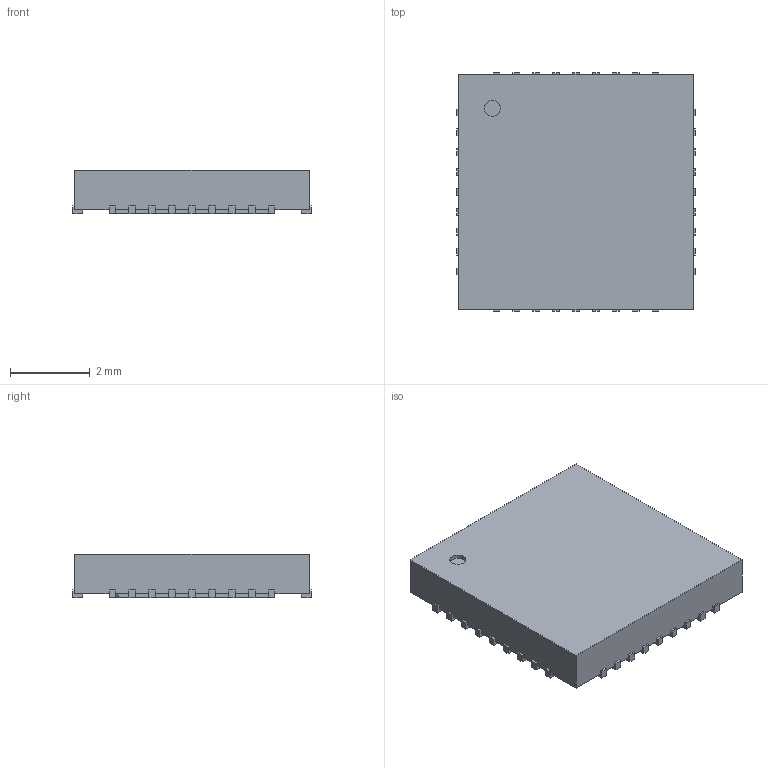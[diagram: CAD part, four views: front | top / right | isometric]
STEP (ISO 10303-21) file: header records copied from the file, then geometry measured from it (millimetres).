
FILE_DESCRIPTION(/* description */ ('model of QFN-36-1EP_6x6mm_P0.5mm_EP4.1x4.1mm'),/* implementation_level */ '2;1');
FILE_NAME(/* name */ 'QFN-36-1EP_6x6mm_P0.5mm_EP4.1x4.1mm.step',/* time_stamp */ '2018-11-02T18:11:24',/* author */ ('kicad StepUp','ksu'),/* organization */ ('FreeCAD'),/* preprocessor_version */ 'OCC',/* originating_system */ 'kicad StepUp',/* authorisation */ '');
FILE_SCHEMA(('AUTOMOTIVE_DESIGN { 1 0 10303 214 1 1 1 1 }'));
Length unit declared in the file: millimetre
Products named in the file (1): QFN_36_1EP_6x6mm_P05mm_EP41x41mm
Bounding box: 6 x 6 x 1.1 mm (x, y, z)
Volume: 36.7 mm3; surface area: 99 mm2
Topology: 1 solids, 1 shells, 230 faces, 678 edges, 452 vertices
Faces by surface type: plane 229, cylinder 1
Full cylindrical faces by diameter (mm): 0.4 x1
Entity records: 5208 total; most frequent: ORIENTED_EDGE 1170, CARTESIAN_POINT 791, EDGE_CURVE 678, LINE 640, VERTEX_POINT 452, AXIS2_PLACEMENT_3D 232, FACE_BOUND 232, EDGE_LOOP 232
